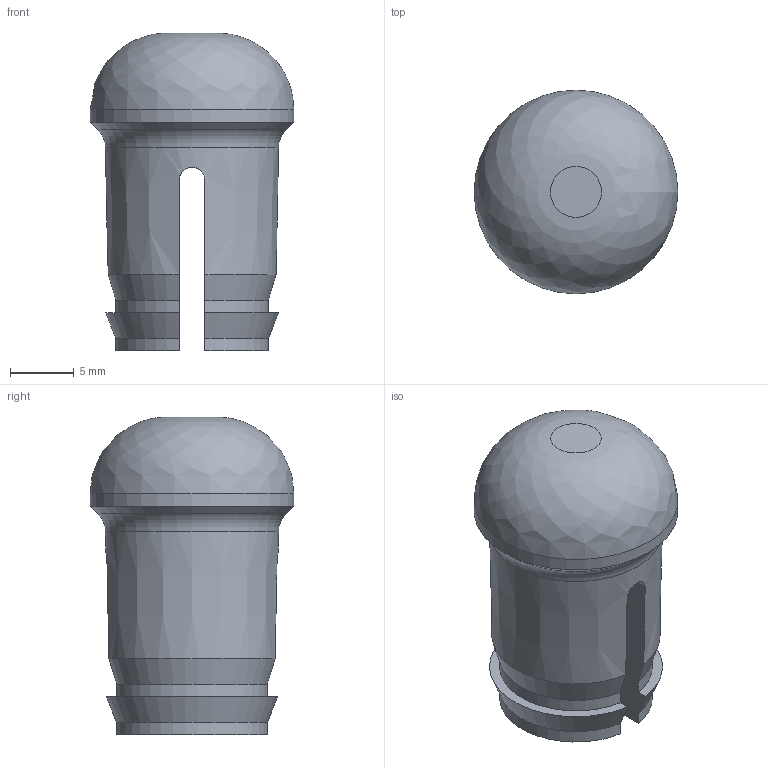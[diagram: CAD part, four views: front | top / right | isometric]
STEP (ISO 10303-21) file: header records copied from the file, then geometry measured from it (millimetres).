
FILE_DESCRIPTION(('FreeCAD Model'),'2;1');
FILE_NAME('Part-3_4-Antenne-2M-144MHz.step','2018-04-12T12:47:29',( 'Almisuifre'),(''),'Open CASCADE STEP processor 6.8','FreeCAD', 'Unknown');
FILE_SCHEMA(('AUTOMOTIVE_DESIGN_CC2 { 1 2 10303 214 -1 1 5 4 }'));
Length unit declared in the file: millimetre
Products named in the file (2): ASSEMBLY; Cut
Assembly tree (1 placements, depth 2):
  ASSEMBLY
    Cut
Bounding box: 16 x 16 x 24.97 mm (x, y, z)
Volume: 2369 mm3; surface area: 1855.3 mm2
Topology: 1 solids, 1 shells, 30 faces, 79 edges, 50 vertices
Faces by surface type: cylinder 10, plane 9, cone 8, sphere 1, torus 1, revolution 1
Full cylindrical faces by diameter (mm): 8 x1, 16 x1
Entity records: 6276 total; most frequent: CARTESIAN_POINT 4772, DIRECTION 257, ORIENTED_EDGE 156, PCURVE 156, DEFINITIONAL_REPRESENTATION 156, LINE 103, VECTOR 103, EDGE_CURVE 78
